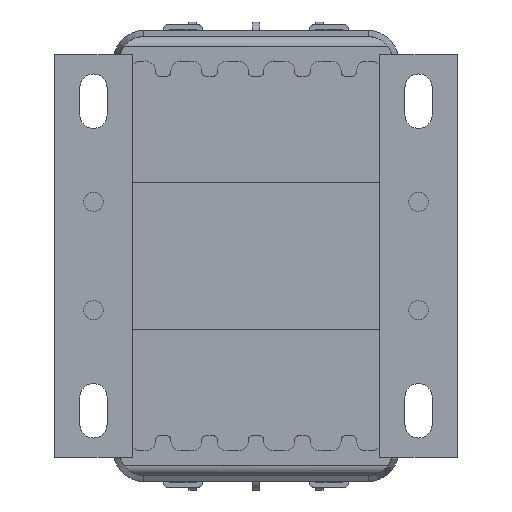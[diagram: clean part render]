
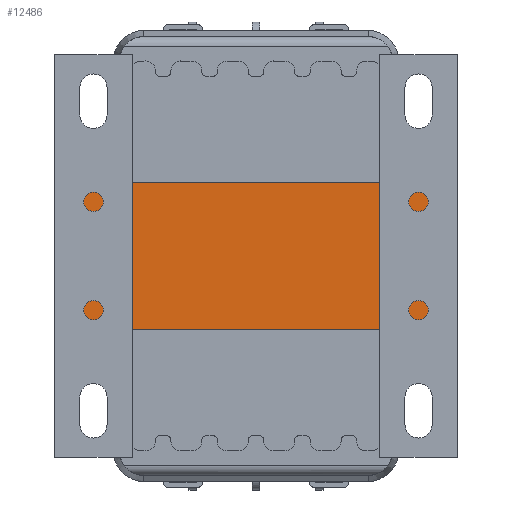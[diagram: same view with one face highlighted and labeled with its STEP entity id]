
A CAD part, front view. The second image highlights one B-rep face of the part: STEP entity #12486.
In plain terms, the highlighted planar face has unit normal (0, -1, 0).
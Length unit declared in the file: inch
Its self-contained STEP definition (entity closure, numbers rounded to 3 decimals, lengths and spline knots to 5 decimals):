
#92 = CARTESIAN_POINT ( 'NONE',  ( 1.5, -1.25, 0.59055 ) ) ;
#618 = PLANE ( 'NONE',  #3890 ) ;
#830 = ORIENTED_EDGE ( 'NONE', *, *, #11446, .F. ) ;
#940 = EDGE_CURVE ( 'NONE', #3329, #6031, #8113, .T. ) ;
#1099 = EDGE_LOOP ( 'NONE', ( #2081, #830, #11196, #9254 ) ) ;
#1175 = VECTOR ( 'NONE', #9116, 39.37008 ) ;
#1458 = VERTEX_POINT ( 'NONE', #5498 ) ;
#1505 = VECTOR ( 'NONE', #6635, 39.37008 ) ;
#1603 = DIRECTION ( 'NONE',  ( 0., -1., 0. ) ) ;
#2081 = ORIENTED_EDGE ( 'NONE', *, *, #7892, .F. ) ;
#2550 = CARTESIAN_POINT ( 'NONE',  ( 0., -1.25, 0. ) ) ;
#3329 = VERTEX_POINT ( 'NONE', #4564 ) ;
#3890 = AXIS2_PLACEMENT_3D ( 'NONE', #2550, #1603, #8423 ) ;
#4564 = CARTESIAN_POINT ( 'NONE',  ( 1.5, -1.25, -0.59055 ) ) ;
#5217 = VECTOR ( 'NONE', #12182, 39.37008 ) ;
#5498 = CARTESIAN_POINT ( 'NONE',  ( -1.5, -1.25, 0.59055 ) ) ;
#5621 = LINE ( 'NONE', #12007, #8526 ) ;
#6031 = VERTEX_POINT ( 'NONE', #9779 ) ;
#6171 = DIRECTION ( 'NONE',  ( 0., 0., -1. ) ) ;
#6363 = CARTESIAN_POINT ( 'NONE',  ( 1.5, -1.25, -0.59055 ) ) ;
#6635 = DIRECTION ( 'NONE',  ( 0., 0., 1. ) ) ;
#7892 = EDGE_CURVE ( 'NONE', #8939, #3329, #5621, .T. ) ;
#8113 = LINE ( 'NONE', #6363, #5217 ) ;
#8133 = CARTESIAN_POINT ( 'NONE',  ( 1.5, -1.25, 0.59055 ) ) ;
#8423 = DIRECTION ( 'NONE',  ( 0., 0., -1. ) ) ;
#8526 = VECTOR ( 'NONE', #6171, 39.37008 ) ;
#8785 = EDGE_CURVE ( 'NONE', #6031, #1458, #8980, .T. ) ;
#8939 = VERTEX_POINT ( 'NONE', #92 ) ;
#8980 = LINE ( 'NONE', #12448, #1505 ) ;
#9116 = DIRECTION ( 'NONE',  ( 1., 0., 0. ) ) ;
#9254 = ORIENTED_EDGE ( 'NONE', *, *, #940, .F. ) ;
#9564 = FACE_OUTER_BOUND ( 'NONE', #1099, .T. ) ;
#9779 = CARTESIAN_POINT ( 'NONE',  ( -1.5, -1.25, -0.59055 ) ) ;
#11196 = ORIENTED_EDGE ( 'NONE', *, *, #8785, .F. ) ;
#11446 = EDGE_CURVE ( 'NONE', #1458, #8939, #11543, .T. ) ;
#11543 = LINE ( 'NONE', #8133, #1175 ) ;
#12007 = CARTESIAN_POINT ( 'NONE',  ( 1.5, -1.25, -0.59055 ) ) ;
#12182 = DIRECTION ( 'NONE',  ( -1., 0., 0. ) ) ;
#12448 = CARTESIAN_POINT ( 'NONE',  ( -1.5, -1.25, -0.59055 ) ) ;
#12486 = ADVANCED_FACE ( 'NONE', ( #9564 ), #618, .T. ) ;
